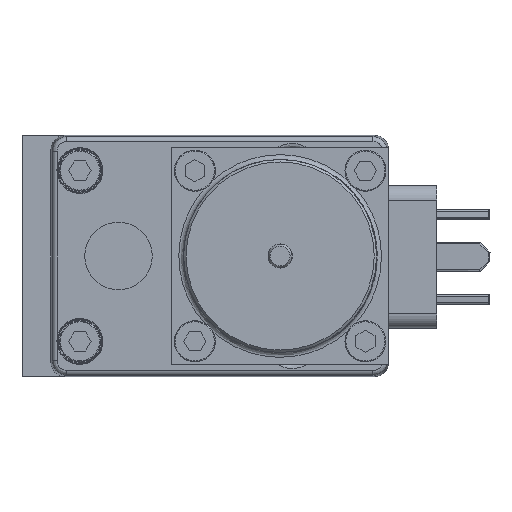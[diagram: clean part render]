
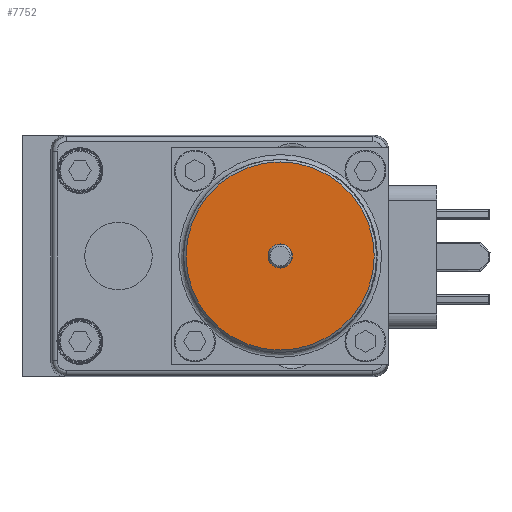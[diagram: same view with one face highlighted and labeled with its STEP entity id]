
A CAD part, left-side view. The second image highlights one B-rep face of the part: STEP entity #7752.
In plain terms, the highlighted planar face has unit normal (-1, 0, 0).
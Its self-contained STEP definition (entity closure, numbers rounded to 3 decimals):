
#1234 = CARTESIAN_POINT ( 'NONE',  ( -85.45, 9.5, -44.5 ) ) ;
#3332 = CARTESIAN_POINT ( 'NONE',  ( -85.45, 9.5, -27.5 ) ) ;
#5539 = DIRECTION ( 'NONE',  ( -1., 0., 0. ) ) ;
#5875 = AXIS2_PLACEMENT_3D ( 'NONE', #47820, #5539, #29854 ) ;
#7752 = ADVANCED_FACE ( 'NONE', ( #43413, #34584 ), #18285, .T. ) ;
#10374 = EDGE_CURVE ( 'NONE', #22208, #22208, #18367, .T. ) ;
#14677 = CARTESIAN_POINT ( 'NONE',  ( -85.45, 9.5, -25. ) ) ;
#18285 = PLANE ( 'NONE',  #5875 ) ;
#18318 = EDGE_LOOP ( 'NONE', ( #41421 ) ) ;
#18367 = CIRCLE ( 'NONE', #29808, 19.5 ) ;
#22208 = VERTEX_POINT ( 'NONE', #1234 ) ;
#22937 = DIRECTION ( 'NONE',  ( 0., 0., -1. ) ) ;
#26040 = DIRECTION ( 'NONE',  ( 1., 0., 0. ) ) ;
#29808 = AXIS2_PLACEMENT_3D ( 'NONE', #14677, #53326, #22937 ) ;
#29854 = DIRECTION ( 'NONE',  ( 0., 0., 1. ) ) ;
#30671 = CIRCLE ( 'NONE', #52737, 2.5 ) ;
#33818 = EDGE_LOOP ( 'NONE', ( #51621 ) ) ;
#34584 = FACE_BOUND ( 'NONE', #33818, .T. ) ;
#41421 = ORIENTED_EDGE ( 'NONE', *, *, #10374, .F. ) ;
#42890 = DIRECTION ( 'NONE',  ( 0., 0., -1. ) ) ;
#43413 = FACE_OUTER_BOUND ( 'NONE', #18318, .T. ) ;
#47578 = EDGE_CURVE ( 'NONE', #48908, #48908, #30671, .T. ) ;
#47820 = CARTESIAN_POINT ( 'NONE',  ( -85.45, 9.5, -25. ) ) ;
#48908 = VERTEX_POINT ( 'NONE', #3332 ) ;
#51154 = CARTESIAN_POINT ( 'NONE',  ( -85.45, 9.5, -25. ) ) ;
#51621 = ORIENTED_EDGE ( 'NONE', *, *, #47578, .T. ) ;
#52737 = AXIS2_PLACEMENT_3D ( 'NONE', #51154, #26040, #42890 ) ;
#53326 = DIRECTION ( 'NONE',  ( 1., 0., 0. ) ) ;
